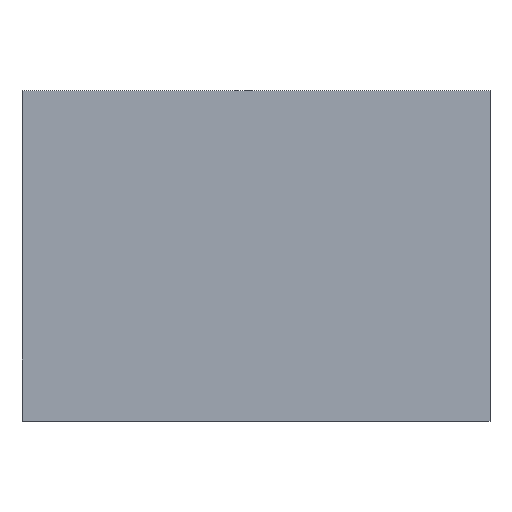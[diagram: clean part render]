
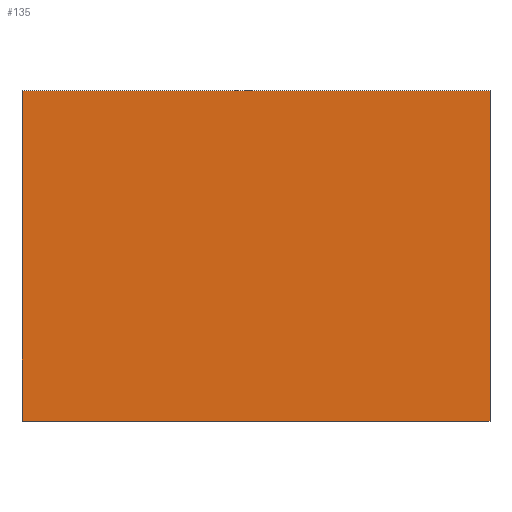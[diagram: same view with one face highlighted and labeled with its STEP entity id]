
A CAD part, top view. The second image highlights one B-rep face of the part: STEP entity #135.
In plain terms, the highlighted planar face has unit normal (0, 0, 1).
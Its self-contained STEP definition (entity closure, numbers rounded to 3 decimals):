
#1 = CARTESIAN_POINT ( 'NONE',  ( 16., 15.313, 2.3 ) ) ;
#6 = VECTOR ( 'NONE', #125, 1000. ) ;
#11 = VECTOR ( 'NONE', #120, 1000. ) ;
#12 = CARTESIAN_POINT ( 'NONE',  ( 16., 9.313, 2.3 ) ) ;
#18 = LINE ( 'NONE', #155, #50 ) ;
#30 = DIRECTION ( 'NONE',  ( 1., 0., 0. ) ) ;
#31 = PLANE ( 'NONE',  #187 ) ;
#32 = CARTESIAN_POINT ( 'NONE',  ( 24.5, 15.313, 2.3 ) ) ;
#34 = CARTESIAN_POINT ( 'NONE',  ( 16., 9.313, 2.3 ) ) ;
#46 = DIRECTION ( 'NONE',  ( 1., 0., 0. ) ) ;
#50 = VECTOR ( 'NONE', #170, 1000. ) ;
#53 = ORIENTED_EDGE ( 'NONE', *, *, #148, .T. ) ;
#54 = LINE ( 'NONE', #157, #11 ) ;
#60 = DIRECTION ( 'NONE',  ( 0., 0., 1. ) ) ;
#66 = ORIENTED_EDGE ( 'NONE', *, *, #160, .T. ) ;
#100 = VERTEX_POINT ( 'NONE', #34 ) ;
#104 = VERTEX_POINT ( 'NONE', #32 ) ;
#113 = EDGE_LOOP ( 'NONE', ( #162, #66, #53, #151 ) ) ;
#117 = VERTEX_POINT ( 'NONE', #1 ) ;
#120 = DIRECTION ( 'NONE',  ( 0., -1., 0. ) ) ;
#125 = DIRECTION ( 'NONE',  ( -1., 0., 0. ) ) ;
#126 = EDGE_CURVE ( 'NONE', #104, #117, #164, .T. ) ;
#130 = LINE ( 'NONE', #12, #186 ) ;
#131 = FACE_OUTER_BOUND ( 'NONE', #113, .T. ) ;
#134 = EDGE_CURVE ( 'NONE', #117, #100, #54, .T. ) ;
#135 = ADVANCED_FACE ( 'NONE', ( #131 ), #31, .T. ) ;
#148 = EDGE_CURVE ( 'NONE', #156, #104, #18, .T. ) ;
#151 = ORIENTED_EDGE ( 'NONE', *, *, #126, .T. ) ;
#155 = CARTESIAN_POINT ( 'NONE',  ( 24.5, 15.313, 2.3 ) ) ;
#156 = VERTEX_POINT ( 'NONE', #182 ) ;
#157 = CARTESIAN_POINT ( 'NONE',  ( 16., 15.313, 2.3 ) ) ;
#160 = EDGE_CURVE ( 'NONE', #100, #156, #130, .T. ) ;
#162 = ORIENTED_EDGE ( 'NONE', *, *, #134, .T. ) ;
#164 = LINE ( 'NONE', #177, #6 ) ;
#170 = DIRECTION ( 'NONE',  ( 0., 1., 0. ) ) ;
#177 = CARTESIAN_POINT ( 'NONE',  ( 16., 15.313, 2.3 ) ) ;
#182 = CARTESIAN_POINT ( 'NONE',  ( 24.5, 9.313, 2.3 ) ) ;
#186 = VECTOR ( 'NONE', #30, 1000. ) ;
#187 = AXIS2_PLACEMENT_3D ( 'NONE', #200, #60, #46 ) ;
#200 = CARTESIAN_POINT ( 'NONE',  ( 0., 0., 2.3 ) ) ;
